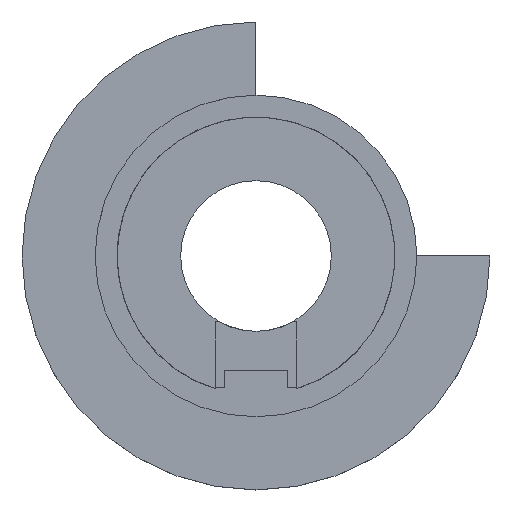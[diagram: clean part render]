
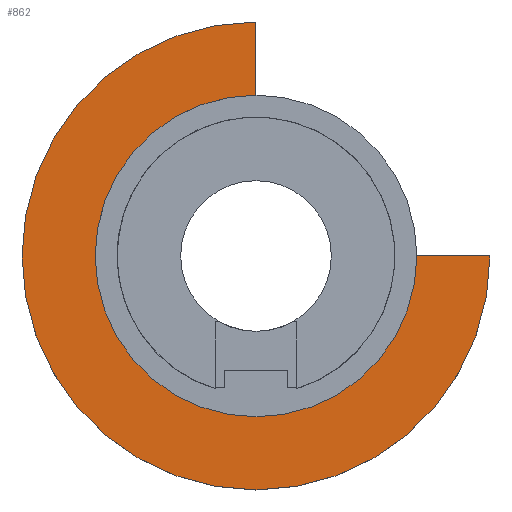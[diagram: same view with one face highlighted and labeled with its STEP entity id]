
A CAD part, top view. The second image highlights one B-rep face of the part: STEP entity #862.
In plain terms, the highlighted planar face has unit normal (0, 0, 1).
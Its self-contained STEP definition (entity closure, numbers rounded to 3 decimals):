
#79=PLANE('',#981);
#136=FACE_OUTER_BOUND('',#197,.T.);
#197=EDGE_LOOP('',(#780,#781,#782,#783));
#234=CIRCLE('',#976,11.);
#236=CIRCLE('',#980,16.);
#302=LINE('',#1494,#373);
#306=LINE('',#1506,#377);
#373=VECTOR('',#1225,10.);
#377=VECTOR('',#1237,10.);
#449=VERTEX_POINT('',#1491);
#450=VERTEX_POINT('',#1493);
#452=VERTEX_POINT('',#1499);
#454=VERTEX_POINT('',#1505);
#556=EDGE_CURVE('',#450,#449,#302,.T.);
#559=EDGE_CURVE('',#452,#450,#234,.T.);
#562=EDGE_CURVE('',#454,#452,#306,.T.);
#565=EDGE_CURVE('',#449,#454,#236,.T.);
#780=ORIENTED_EDGE('',*,*,#565,.T.);
#781=ORIENTED_EDGE('',*,*,#562,.T.);
#782=ORIENTED_EDGE('',*,*,#559,.T.);
#783=ORIENTED_EDGE('',*,*,#556,.T.);
#862=ADVANCED_FACE('',(#136),#79,.T.);
#976=AXIS2_PLACEMENT_3D('',#1500,#1231,#1232);
#980=AXIS2_PLACEMENT_3D('',#1510,#1243,#1244);
#981=AXIS2_PLACEMENT_3D('',#1511,#1245,#1246);
#1225=DIRECTION('',(0.,1.,0.));
#1231=DIRECTION('center_axis',(0.,0.,-1.));
#1232=DIRECTION('ref_axis',(-1.,0.,0.));
#1237=DIRECTION('',(-1.,0.,0.));
#1243=DIRECTION('center_axis',(0.,0.,1.));
#1244=DIRECTION('ref_axis',(-1.,0.,0.));
#1245=DIRECTION('center_axis',(0.,0.,1.));
#1246=DIRECTION('ref_axis',(-1.,0.,0.));
#1491=CARTESIAN_POINT('',(0.,20.813,-1.469));
#1493=CARTESIAN_POINT('',(0.,15.813,-1.469));
#1494=CARTESIAN_POINT('',(0.,4.813,-1.469));
#1499=CARTESIAN_POINT('',(11.,4.813,-1.469));
#1500=CARTESIAN_POINT('Origin',(0.,4.813,-1.469));
#1505=CARTESIAN_POINT('',(16.,4.813,-1.469));
#1506=CARTESIAN_POINT('',(0.,4.813,-1.469));
#1510=CARTESIAN_POINT('Origin',(0.,4.813,-1.469));
#1511=CARTESIAN_POINT('Origin',(0.,4.813,-1.469));
